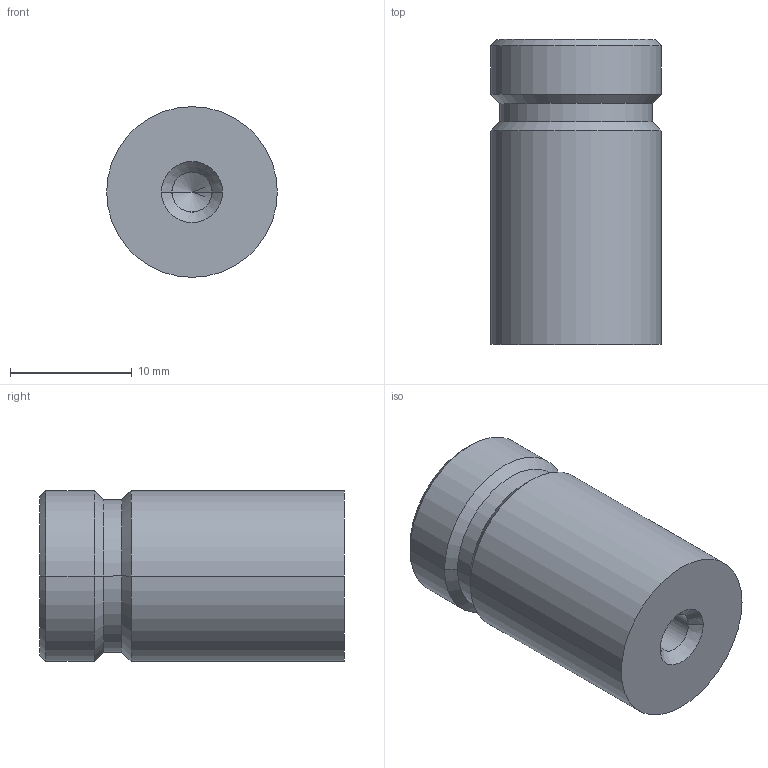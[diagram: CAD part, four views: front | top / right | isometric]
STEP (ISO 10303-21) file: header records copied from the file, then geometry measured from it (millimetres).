
FILE_DESCRIPTION(('Creo Elements/Direct Modeling STEP Export'),'2;1');
FILE_NAME('2280-14.stp','2022-05-04T10:28:00',(''),(''),'Creo Elements/Direct Modeling STEP processor for AP214 (Solid Model)','Creo Elements/Direct Modeling 20.0 12-Nov-2016 (C) Parametric Technology GmbH','');
FILE_SCHEMA(('AUTOMOTIVE_DESIGN { 1 0 10303 214 1 1 1 1 }'));
Length unit declared in the file: millimetre
Products named in the file (1): NI-9951
Bounding box: 14 x 25 x 14 mm (x, y, z)
Volume: 3680.2 mm3; surface area: 1510.1 mm2
Topology: 1 solids, 1 shells, 23 faces, 48 edges, 27 vertices
Faces by surface type: cylinder 10, cone 10, plane 3
Entity records: 566 total; most frequent: DIRECTION 92, ORIENTED_EDGE 92, CARTESIAN_POINT 83, EDGE_CURVE 46, AXIS2_PLACEMENT_3D 36, VERTEX_POINT 27, EDGE_LOOP 25, FACE_OUTER_BOUND 23
